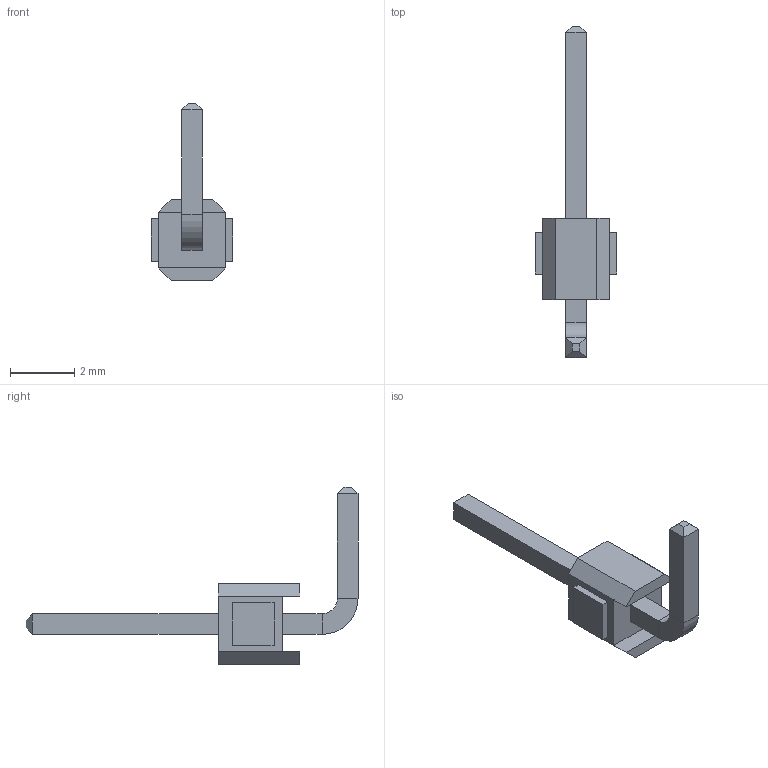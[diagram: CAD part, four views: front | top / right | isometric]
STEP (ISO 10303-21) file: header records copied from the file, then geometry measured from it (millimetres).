
FILE_DESCRIPTION (( 'STEP AP214' ), '1' );
FILE_NAME ('PLSR-01D.STEP', '2019-07-02T21:02:29', ( '' ), ( '' ), 'SwSTEP 2.0', 'SolidWorks 2018', '' );
FILE_SCHEMA (( 'AUTOMOTIVE_DESIGN' ));
Length unit declared in the file: millimetre
Products named in the file (1): PLSR-01D
Bounding box: 2.54 x 10.36 x 5.54 mm (x, y, z)
Volume: 16.3 mm3; surface area: 63.8 mm2
Topology: 1 solids, 1 shells, 50 faces, 112 edges, 68 vertices
Faces by surface type: plane 48, cylinder 2
Entity records: 1924 total; most frequent: CARTESIAN_POINT 231, ORIENTED_EDGE 224, DIRECTION 218, EDGE_CURVE 112, LINE 108, VECTOR 108, VERTEX_POINT 68, AXIS2_PLACEMENT_3D 55
